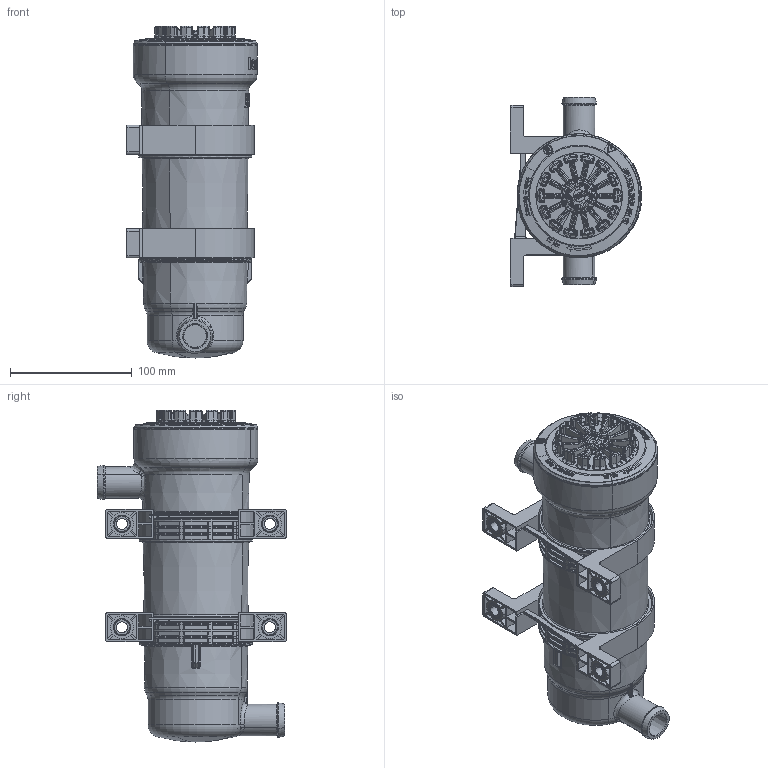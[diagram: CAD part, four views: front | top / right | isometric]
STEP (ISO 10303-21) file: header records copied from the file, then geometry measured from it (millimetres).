
FILE_DESCRIPTION(('CATIA V5 STEP Exchange','CAx-IF Rec.Pracs.--- Model Styling and Organization---1.2---2011-12-15'),'2;1');
FILE_NAME('IonFree IF211.stp','2021-11-16T09:06:33+00:00',('none'),('MANN+HUMMEL GmbH'),'Version 5-6 Release 2012','CATIA V5 STEP AP214','none');
FILE_SCHEMA(('AUTOMOTIVE_DESIGN { 1 0 10303 214 1 1 1 1 }'));
Length unit declared in the file: millimetre
Products named in the file (1): IonFree IF211
Bounding box: 108.1 x 155.5 x 272.9 mm (x, y, z)
Volume: 1675745.4 mm3; surface area: 177673.2 mm2
Topology: 7 solids, 8 shells, 5664 faces, 14184 edges, 8157 vertices
Faces by surface type: bspline 2393, plane 1055, cylinder 927, sphere 466, torus 344, cone 301, extrusion 160, revolution 18
Entity records: 339315 total; most frequent: CARTESIAN_POINT 198626, ORIENTED_EDGE 27420, EDGE_CURVE 13710, B_SPLINE_CURVE_WITH_KNOTS 9147, DIRECTION 8983, VERTEX_POINT 8157, EDGE_LOOP 5789, PRESENTATION_STYLE_ASSIGNMENT 5671
